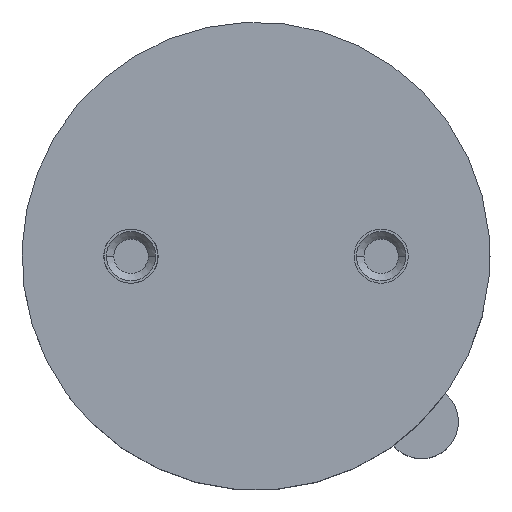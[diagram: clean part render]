
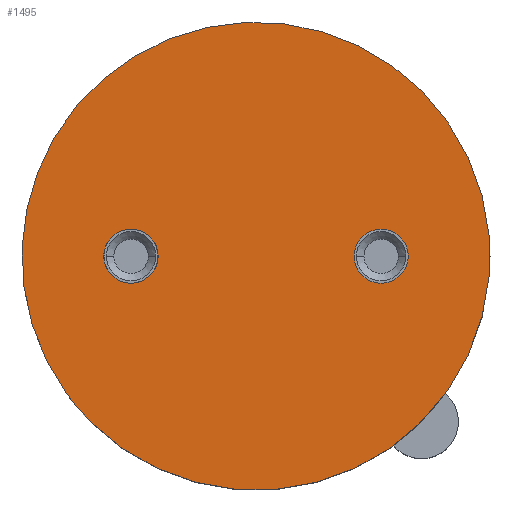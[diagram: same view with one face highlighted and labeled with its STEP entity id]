
A CAD part, top view. The second image highlights one B-rep face of the part: STEP entity #1495.
In plain terms, the highlighted planar face has unit normal (0, 0, 1).
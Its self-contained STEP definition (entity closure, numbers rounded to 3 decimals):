
#1322=CARTESIAN_POINT('',(3.359,3.359,4.4));
#1323=VERTEX_POINT('',#1322);
#1348=CARTESIAN_POINT('',(-3.359,-3.359,4.4));
#1349=VERTEX_POINT('',#1348);
#1356=CARTESIAN_POINT('',(-3.846,-2.788,4.4));
#1357=VERTEX_POINT('',#1356);
#1358=CARTESIAN_POINT('',(0.,0.,4.4));
#1359=DIRECTION('',(0.0,0.0,1.0));
#1360=DIRECTION('',(0.707,0.707,0.0));
#1361=AXIS2_PLACEMENT_3D('',#1358,#1359,#1360);
#1362=CIRCLE('',#1361,4.75);
#1363=EDGE_CURVE('',#1357,#1349,#1362,.T.);
#1365=CARTESIAN_POINT('',(0.,0.,4.4));
#1366=DIRECTION('',(0.0,0.0,1.0));
#1367=DIRECTION('',(0.707,0.707,0.0));
#1368=AXIS2_PLACEMENT_3D('',#1365,#1366,#1367);
#1369=CIRCLE('',#1368,4.75);
#1370=EDGE_CURVE('',#1323,#1357,#1369,.T.);
#1380=CARTESIAN_POINT('',(-1.986,0.,4.4));
#1381=VERTEX_POINT('',#1380);
#1390=CARTESIAN_POINT('',(-3.086,0.,4.4));
#1391=VERTEX_POINT('',#1390);
#1392=CARTESIAN_POINT('',(-2.536,0.,4.4));
#1393=DIRECTION('',(0.0,0.0,-1.0));
#1394=DIRECTION('',(1.0,0.0,0.0));
#1395=AXIS2_PLACEMENT_3D('',#1392,#1393,#1394);
#1396=CIRCLE('',#1395,0.55);
#1397=EDGE_CURVE('',#1391,#1381,#1396,.T.);
#1422=CARTESIAN_POINT('',(3.09,0.,4.4));
#1423=VERTEX_POINT('',#1422);
#1432=CARTESIAN_POINT('',(1.99,0.,4.4));
#1433=VERTEX_POINT('',#1432);
#1434=CARTESIAN_POINT('',(2.54,0.,4.4));
#1435=DIRECTION('',(0.0,0.0,-1.0));
#1436=DIRECTION('',(1.0,0.0,0.0));
#1437=AXIS2_PLACEMENT_3D('',#1434,#1435,#1436);
#1438=CIRCLE('',#1437,0.55);
#1439=EDGE_CURVE('',#1433,#1423,#1438,.T.);
#1459=CARTESIAN_POINT('',(-0.426,-0.426,4.4));
#1460=DIRECTION('',(0.0,0.0,1.0));
#1461=DIRECTION('',(1.0,0.0,0.0));
#1462=AXIS2_PLACEMENT_3D('',#1459,#1460,#1461);
#1463=PLANE('',#1462);
#1464=ORIENTED_EDGE('',*,*,#1363,.T.);
#1465=CARTESIAN_POINT('',(0.,0.,4.4));
#1466=DIRECTION('',(0.0,0.0,1.0));
#1467=DIRECTION('',(0.707,0.707,0.0));
#1468=AXIS2_PLACEMENT_3D('',#1465,#1466,#1467);
#1469=CIRCLE('',#1468,4.75);
#1470=EDGE_CURVE('',#1349,#1323,#1469,.T.);
#1471=ORIENTED_EDGE('',*,*,#1470,.T.);
#1472=ORIENTED_EDGE('',*,*,#1370,.T.);
#1473=EDGE_LOOP('',(#1464,#1471,#1472));
#1474=FACE_OUTER_BOUND('',#1473,.T.);
#1475=CARTESIAN_POINT('',(-2.536,0.,4.4));
#1476=DIRECTION('',(0.0,0.0,-1.0));
#1477=DIRECTION('',(1.0,0.0,0.0));
#1478=AXIS2_PLACEMENT_3D('',#1475,#1476,#1477);
#1479=CIRCLE('',#1478,0.55);
#1480=EDGE_CURVE('',#1381,#1391,#1479,.T.);
#1481=ORIENTED_EDGE('',*,*,#1480,.T.);
#1482=ORIENTED_EDGE('',*,*,#1397,.T.);
#1483=EDGE_LOOP('',(#1481,#1482));
#1484=FACE_BOUND('',#1483,.T.);
#1485=CARTESIAN_POINT('',(2.54,0.,4.4));
#1486=DIRECTION('',(0.0,0.0,-1.0));
#1487=DIRECTION('',(1.0,0.0,0.0));
#1488=AXIS2_PLACEMENT_3D('',#1485,#1486,#1487);
#1489=CIRCLE('',#1488,0.55);
#1490=EDGE_CURVE('',#1423,#1433,#1489,.T.);
#1491=ORIENTED_EDGE('',*,*,#1490,.T.);
#1492=ORIENTED_EDGE('',*,*,#1439,.T.);
#1493=EDGE_LOOP('',(#1491,#1492));
#1494=FACE_BOUND('',#1493,.T.);
#1495=ADVANCED_FACE('',(#1474,#1484,#1494),#1463,.T.);
